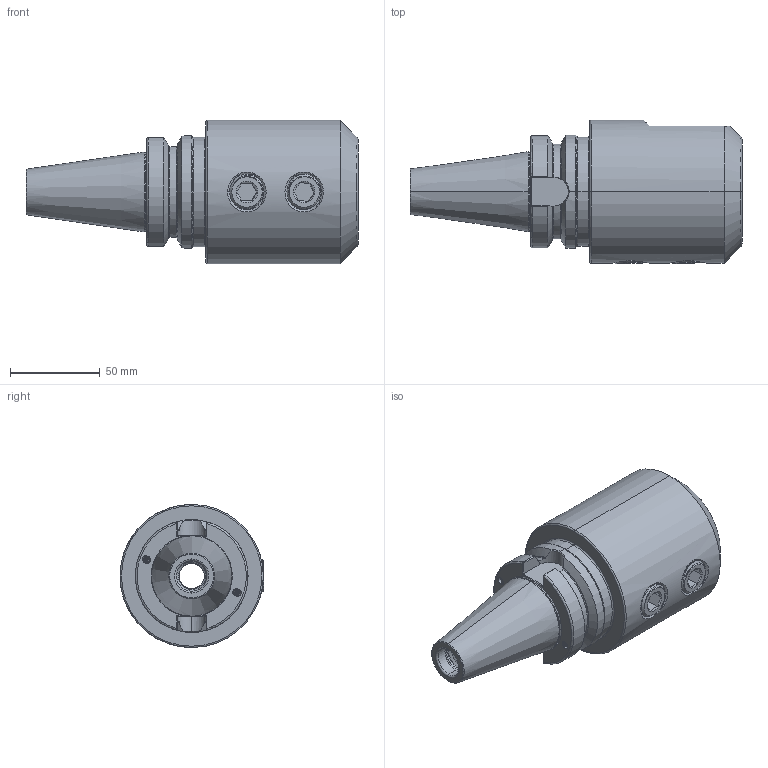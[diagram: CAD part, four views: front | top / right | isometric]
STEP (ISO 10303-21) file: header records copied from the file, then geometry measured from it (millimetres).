
FILE_DESCRIPTION (( 'STEP AP203' ), '1' );
FILE_NAME ('406.05.40.STEP', '2016-08-08T07:10:42', ( '' ), ( '' ), 'SwSTEP 2.0', 'SolidWorks 2012', '' );
FILE_SCHEMA (( 'CONFIG_CONTROL_DESIGN' ));
Length unit declared in the file: millimetre
Products named in the file (3): 406.05.40; 側固40_M20x2_25L
Assembly tree (3 placements, depth 2):
  406.05.40
    406.05.40
    側固40_M20x2_25L  x2
Bounding box: 185.4 x 80.37 x 80 mm (x, y, z)
Volume: 442468.7 mm3; surface area: 71751.8 mm2
Topology: 3 solids, 3 shells, 356 faces, 977 edges, 624 vertices
Faces by surface type: cylinder 186, plane 54, bspline 45, cone 43, torus 28
Entity records: 41226 total; most frequent: CARTESIAN_POINT 34239, ORIENTED_EDGE 1710, DIRECTION 1064, EDGE_CURVE 855, VERTEX_POINT 547, AXIS2_PLACEMENT_3D 410, EDGE_LOOP 324, FACE_OUTER_BOUND 311
